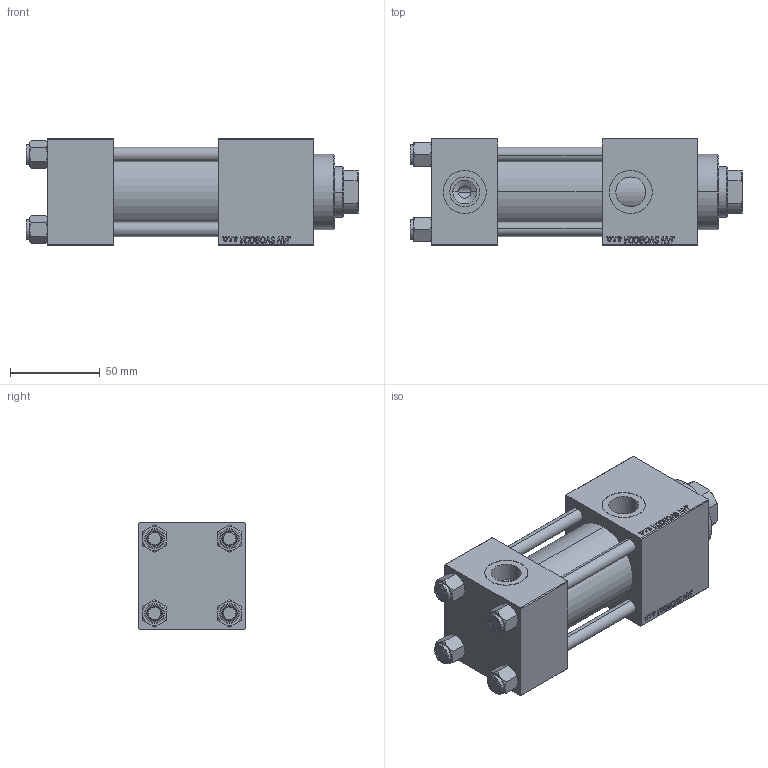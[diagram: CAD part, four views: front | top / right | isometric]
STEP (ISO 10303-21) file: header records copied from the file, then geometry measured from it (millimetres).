
FILE_DESCRIPTION (( 'STEP AP203' ), '1' );
FILE_NAME ('b7d2.STEP', '2023-08-26T16:23:38', ( '' ), ( '' ), 'SwSTEP 2.0', 'SolidWorks 2019', '' );
FILE_SCHEMA (( 'CONFIG_CONTROL_DESIGN' ));
Length unit declared in the file: millimetre
Products named in the file (6): V215CR_C_Body 7630c00dd040c5d3d58a3bd4c8c36a72; V215_VC_A 7630c00dd040c5d3d58a3bd4c8c36a72; b7d2; V215CR_C_TYCINKA 7630c00dd040c5d3d58a3bd4c8c36a72; V215CR_VCP_C 7630c00dd040c5d3d58a3bd4c8c36a72; NUT_M5_C 7630c00dd040c5d3d58a3bd4c8c36a72
Assembly tree (11 placements, depth 2):
  b7d2
    V215CR_C_Body 7630c00dd040c5d3d58a3bd4c8c36a72
    V215CR_VCP_C 7630c00dd040c5d3d58a3bd4c8c36a72
    NUT_M5_C 7630c00dd040c5d3d58a3bd4c8c36a72  x4
    V215CR_C_TYCINKA 7630c00dd040c5d3d58a3bd4c8c36a72  x4
    V215_VC_A 7630c00dd040c5d3d58a3bd4c8c36a72
Bounding box: 185 x 60 x 60 mm (x, y, z)
Volume: 424183.3 mm3; surface area: 111431.6 mm2
Topology: 11 solids, 11 shells, 1148 faces, 2877 edges, 1867 vertices
Faces by surface type: plane 526, bspline 392, cone 136, cylinder 86, torus 8
Entity records: 50229 total; most frequent: CARTESIAN_POINT 27117, ORIENTED_EDGE 5246, DIRECTION 3301, EDGE_CURVE 2623, VERTEX_POINT 1723, VECTOR 1591, LINE 1591, EDGE_LOOP 1156
